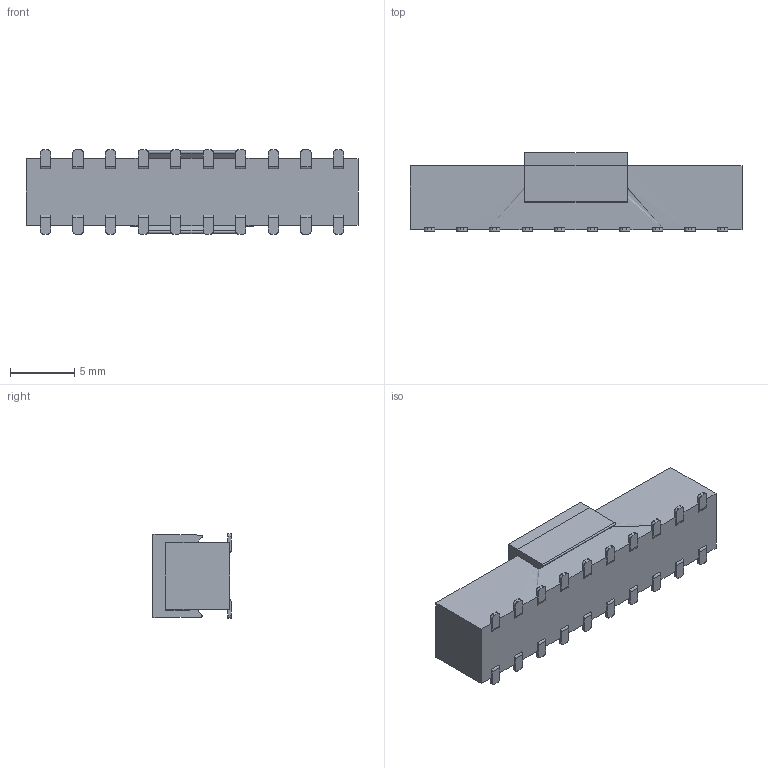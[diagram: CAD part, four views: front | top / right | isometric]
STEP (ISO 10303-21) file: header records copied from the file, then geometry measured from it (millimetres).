
FILE_DESCRIPTION( ('This file contains a STEP AP42 implementation' ,'as created by ZW3D STEP Interface translator.') ,'2;1' );
FILE_NAME( '2150-2XXMXXCUNX1igs.stp' ,'23 428.1715 2', (''), ('ZWCAD Software Co.'), 'Version 1.0', 'ZW3D to STEP translator', '' );
FILE_SCHEMA(('AUTOMOTIVE_DESIGN { 1 0 10303 214 1 1 1 1 }'));
Length unit declared in the file: millimetre
Products named in the file (1): 0
Bounding box: 25.9 x 6.1 x 6.6 mm (x, y, z)
Surface area: 1443.4 mm2 (no closed solid volume)
Topology: 0 solids, 3 shells, 1210 faces, 3568 edges, 2332 vertices
Faces by surface type: plane 932, bspline 180, cylinder 98
Entity records: 65856 total; most frequent: CARTESIAN_POINT 35231, ORIENTED_EDGE 8424, EDGE_CURVE 4048, B_SPLINE_CURVE_WITH_KNOTS 3678, DIRECTION 2802, VERTEX_POINT 2624, EDGE_LOOP 1468, FACE_OUTER_BOUND 1446
